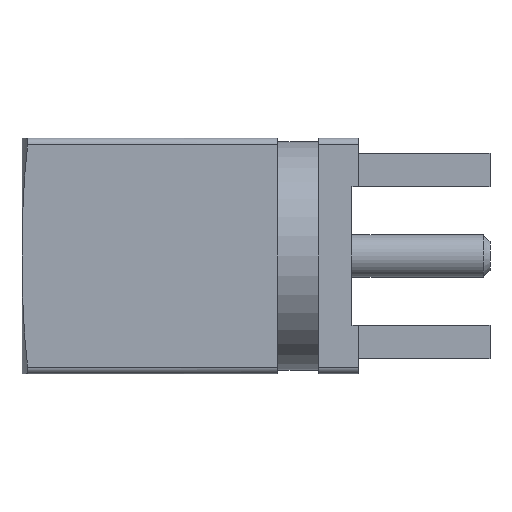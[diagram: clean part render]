
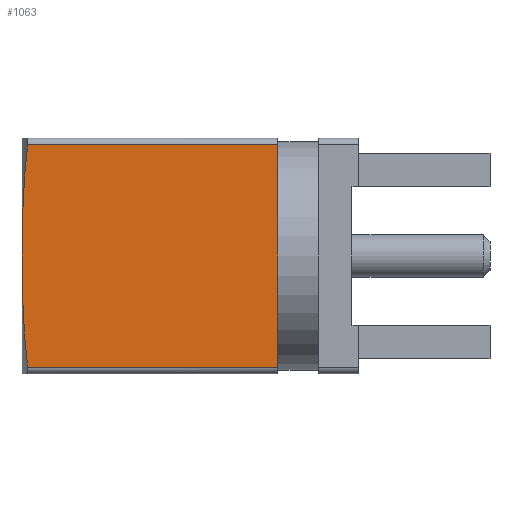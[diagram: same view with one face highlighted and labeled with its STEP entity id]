
A CAD part, left-side view. The second image highlights one B-rep face of the part: STEP entity #1063.
In plain terms, the highlighted planar face has unit normal (-1, 0, 0).
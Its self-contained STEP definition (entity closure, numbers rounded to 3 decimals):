
#357 = EDGE_CURVE ( 'NONE', #4387, #4680, #1643, .T. ) ;
#432 = VERTEX_POINT ( 'NONE', #3770 ) ;
#704 = DIRECTION ( 'NONE',  ( 0., 1., 0. ) ) ;
#706 = PLANE ( 'NONE',  #2090 ) ;
#1047 = CARTESIAN_POINT ( 'NONE',  ( -3.5, 10., 0. ) ) ;
#1052 = FACE_OUTER_BOUND ( 'NONE', #4266, .T. ) ;
#1063 = ADVANCED_FACE ( 'NONE', ( #1052 ), #706, .F. ) ;
#1065 = CARTESIAN_POINT ( 'NONE',  ( -3.5, 10., 0.552 ) ) ;
#1121 = B_SPLINE_CURVE_WITH_KNOTS ( 'NONE', 3,
 ( #4196, #1430, #3038, #1459, #1065, #1047 ),
 .UNSPECIFIED., .F., .F.,
 ( 4, 2, 4 ),
 ( 0.104, 0.106, 0.108 ),
 .UNSPECIFIED. ) ;
#1243 = VERTEX_POINT ( 'NONE', #5003 ) ;
#1430 = CARTESIAN_POINT ( 'NONE',  ( -3.5, 9.897, 2.752 ) ) ;
#1459 = CARTESIAN_POINT ( 'NONE',  ( -3.5, 9.99, 1.102 ) ) ;
#1486 = VECTOR ( 'NONE', #4772, 1000. ) ;
#1547 = CARTESIAN_POINT ( 'NONE',  ( -3.5, 9.833, -3.3 ) ) ;
#1640 = DIRECTION ( 'NONE',  ( 1., 0., 0. ) ) ;
#1643 = B_SPLINE_CURVE_WITH_KNOTS ( 'NONE', 3,
 ( #2777, #2830, #4829, #2039, #2328, #2354 ),
 .UNSPECIFIED., .F., .F.,
 ( 4, 2, 4 ),
 ( 0., 0.002, 0.003 ),
 .UNSPECIFIED. ) ;
#1683 = VECTOR ( 'NONE', #704, 1000. ) ;
#1785 = EDGE_CURVE ( 'NONE', #4736, #432, #2152, .T. ) ;
#1897 = DIRECTION ( 'NONE',  ( 0., 0., 1. ) ) ;
#1960 = LINE ( 'NONE', #3579, #1486 ) ;
#2039 = CARTESIAN_POINT ( 'NONE',  ( -3.5, 9.938, -2.203 ) ) ;
#2041 = DIRECTION ( 'NONE',  ( 0., 0., -1. ) ) ;
#2090 = AXIS2_PLACEMENT_3D ( 'NONE', #3180, #1640, #2041 ) ;
#2152 = LINE ( 'NONE', #4154, #4816 ) ;
#2209 = CARTESIAN_POINT ( 'NONE',  ( -3.5, 10., 0. ) ) ;
#2328 = CARTESIAN_POINT ( 'NONE',  ( -3.5, 9.897, -2.752 ) ) ;
#2354 = CARTESIAN_POINT ( 'NONE',  ( -3.5, 9.833, -3.3 ) ) ;
#2709 = CARTESIAN_POINT ( 'NONE',  ( -3.5, 2.4, -3.3 ) ) ;
#2777 = CARTESIAN_POINT ( 'NONE',  ( -3.5, 10., 0. ) ) ;
#2830 = CARTESIAN_POINT ( 'NONE',  ( -3.5, 10., -0.552 ) ) ;
#3038 = CARTESIAN_POINT ( 'NONE',  ( -3.5, 9.938, 2.203 ) ) ;
#3044 = EDGE_CURVE ( 'NONE', #4680, #4736, #1960, .T. ) ;
#3140 = ORIENTED_EDGE ( 'NONE', *, *, #357, .T. ) ;
#3180 = CARTESIAN_POINT ( 'NONE',  ( -3.5, 10., 3.5 ) ) ;
#3274 = EDGE_CURVE ( 'NONE', #1243, #4387, #1121, .T. ) ;
#3497 = CARTESIAN_POINT ( 'NONE',  ( -3.5, 10., 3.3 ) ) ;
#3557 = ORIENTED_EDGE ( 'NONE', *, *, #3274, .T. ) ;
#3579 = CARTESIAN_POINT ( 'NONE',  ( -3.5, 10., -3.3 ) ) ;
#3580 = ORIENTED_EDGE ( 'NONE', *, *, #3044, .T. ) ;
#3770 = CARTESIAN_POINT ( 'NONE',  ( -3.5, 2.4, 3.3 ) ) ;
#3986 = ORIENTED_EDGE ( 'NONE', *, *, #4202, .T. ) ;
#4154 = CARTESIAN_POINT ( 'NONE',  ( -3.5, 2.4, 3.5 ) ) ;
#4196 = CARTESIAN_POINT ( 'NONE',  ( -3.5, 9.833, 3.3 ) ) ;
#4202 = EDGE_CURVE ( 'NONE', #432, #1243, #4723, .T. ) ;
#4266 = EDGE_LOOP ( 'NONE', ( #4529, #3986, #3557, #3140, #3580 ) ) ;
#4387 = VERTEX_POINT ( 'NONE', #2209 ) ;
#4529 = ORIENTED_EDGE ( 'NONE', *, *, #1785, .T. ) ;
#4680 = VERTEX_POINT ( 'NONE', #1547 ) ;
#4723 = LINE ( 'NONE', #3497, #1683 ) ;
#4736 = VERTEX_POINT ( 'NONE', #2709 ) ;
#4772 = DIRECTION ( 'NONE',  ( 0., -1., 0. ) ) ;
#4816 = VECTOR ( 'NONE', #1897, 1000. ) ;
#4829 = CARTESIAN_POINT ( 'NONE',  ( -3.5, 9.99, -1.102 ) ) ;
#5003 = CARTESIAN_POINT ( 'NONE',  ( -3.5, 9.833, 3.3 ) ) ;
